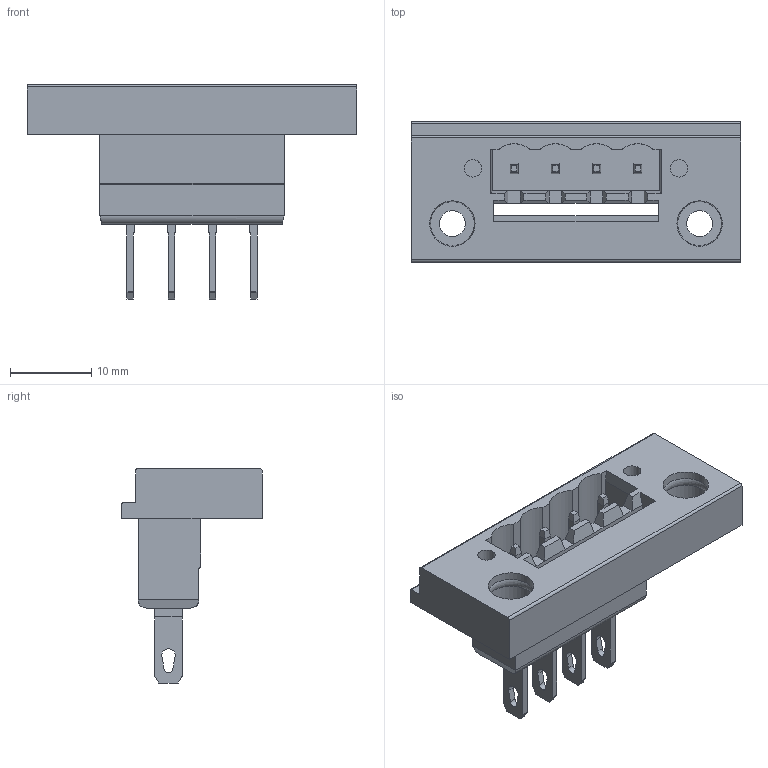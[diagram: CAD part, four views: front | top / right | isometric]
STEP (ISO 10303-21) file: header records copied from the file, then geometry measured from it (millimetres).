
FILE_DESCRIPTION(/* description */ ('Unknown'),/* implementation_level */ '2;1');
FILE_NAME(/* name */ 'ME806-50804',/* time_stamp */ '2023-07-21T15:08:30+08:00',/* author */ ('Unknown'),/* organization */ ('Unknown'),/* preprocessor_version */ 'ST-DEVELOPER v16.7',/* originating_system */ 'DEX',/* authorisation */ $);
FILE_SCHEMA (('AUTOMOTIVE_DESIGN {1 0 10303 214 3 1 1}'));
Length unit declared in the file: millimetre
Products named in the file (1): ME806-508
Bounding box: 40.58 x 17.3 x 26.5 mm (x, y, z)
Volume: 4525 mm3; surface area: 4019.8 mm2
Topology: 1 solids, 1 shells, 206 faces, 540 edges, 349 vertices
Faces by surface type: plane 160, cylinder 43, torus 2, bspline 1
Full cylindrical faces by diameter (mm): 2.15 x2, 3.2 x2, 5.6 x4
Entity records: 6198 total; most frequent: CARTESIAN_POINT 1085, ORIENTED_EDGE 1046, DIRECTION 1020, EDGE_CURVE 523, LINE 434, VECTOR 434, VERTEX_POINT 342, AXIS2_PLACEMENT_3D 293
